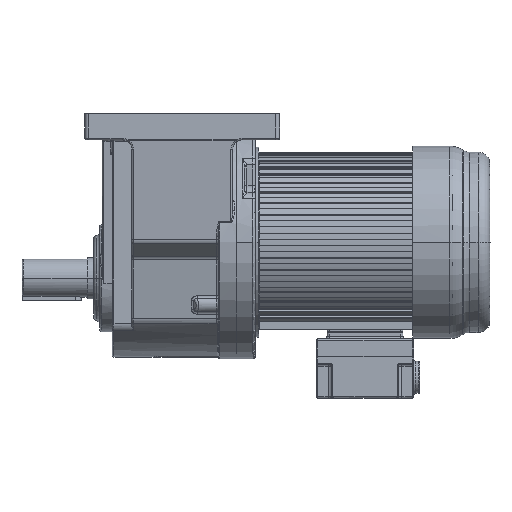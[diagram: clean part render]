
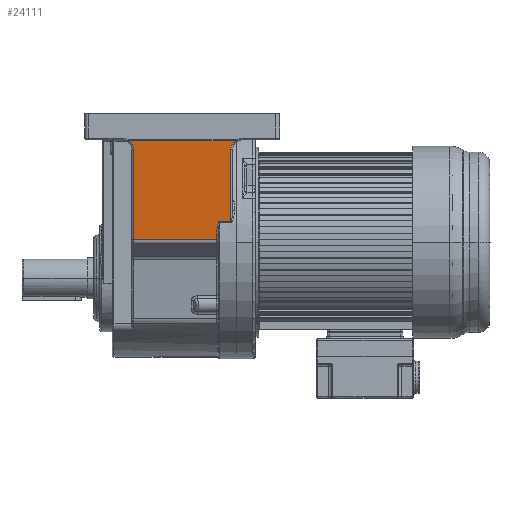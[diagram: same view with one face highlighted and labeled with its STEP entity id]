
A CAD part, front view. The second image highlights one B-rep face of the part: STEP entity #24111.
In plain terms, the highlighted planar face has unit normal (0, -0.996, -0.087).
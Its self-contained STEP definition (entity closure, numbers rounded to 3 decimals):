
#1738=DIRECTION('',(0.,-0.087,0.996));
#1739=VECTOR('',#1738,60.911);
#1740=CARTESIAN_POINT('',(98.5,-96.48,17.489));
#1741=LINE('',#1740,#1739);
#1742=CARTESIAN_POINT('',(98.5,-96.48,17.489));
#1791=DIRECTION('',(1.,0.,0.));
#1792=VECTOR('',#1791,9.5);
#1793=CARTESIAN_POINT('',(89.,-96.48,17.489));
#1794=LINE('',#1793,#1792);
#1804=CARTESIAN_POINT('',(16.5,-101.789,78.169));
#1805=CARTESIAN_POINT('',(16.5,-101.86,78.988));
#1806=CARTESIAN_POINT('',(16.297,-101.998,80.566));
#1807=CARTESIAN_POINT('',(15.398,-102.196,82.829));
#1808=CARTESIAN_POINT('',(13.952,-102.368,84.789));
#1809=CARTESIAN_POINT('',(12.717,-102.456,85.801));
#1810=CARTESIAN_POINT('',(12.02,-102.494,86.235));
#1812=CARTESIAN_POINT('',(102.98,-102.494,86.235));
#1813=CARTESIAN_POINT('',(102.283,-102.456,85.801));
#1814=CARTESIAN_POINT('',(101.049,-102.368,84.789));
#1815=CARTESIAN_POINT('',(99.602,-102.196,82.829));
#1816=CARTESIAN_POINT('',(98.703,-101.998,80.566));
#1817=CARTESIAN_POINT('',(98.5,-101.86,78.988));
#1818=CARTESIAN_POINT('',(98.5,-101.789,78.169));
#1820=DIRECTION('',(0.,-0.087,0.996));
#1821=VECTOR('',#1820,2.921);
#1822=CARTESIAN_POINT('',(86.5,-95.13,2.063));
#1823=LINE('',#1822,#1821);
#1824=CARTESIAN_POINT('',(86.5,-95.385,4.973));
#1825=CARTESIAN_POINT('',(86.5,-95.424,5.416));
#1826=CARTESIAN_POINT('',(86.504,-95.498,6.27));
#1827=CARTESIAN_POINT('',(86.525,-95.601,7.448));
#1828=CARTESIAN_POINT('',(86.559,-95.696,8.532));
#1829=CARTESIAN_POINT('',(86.606,-95.783,9.528));
#1830=CARTESIAN_POINT('',(86.666,-95.863,10.442));
#1831=CARTESIAN_POINT('',(86.736,-95.937,11.28));
#1832=CARTESIAN_POINT('',(86.817,-96.004,12.047));
#1833=CARTESIAN_POINT('',(86.907,-96.065,12.748));
#1834=CARTESIAN_POINT('',(87.006,-96.121,13.387));
#1835=CARTESIAN_POINT('',(87.112,-96.172,13.97));
#1836=CARTESIAN_POINT('',(87.225,-96.218,14.5));
#1837=CARTESIAN_POINT('',(87.344,-96.26,14.98));
#1838=CARTESIAN_POINT('',(87.47,-96.298,15.413));
#1839=CARTESIAN_POINT('',(87.601,-96.332,15.803));
#1840=CARTESIAN_POINT('',(87.737,-96.363,16.151));
#1841=CARTESIAN_POINT('',(87.878,-96.39,16.458));
#1842=CARTESIAN_POINT('',(88.025,-96.413,16.727));
#1843=CARTESIAN_POINT('',(88.179,-96.433,16.959));
#1844=CARTESIAN_POINT('',(88.339,-96.45,17.153));
#1845=CARTESIAN_POINT('',(88.506,-96.464,17.307));
#1846=CARTESIAN_POINT('',(88.675,-96.473,17.415));
#1847=CARTESIAN_POINT('',(88.843,-96.479,17.477));
#1848=CARTESIAN_POINT('',(88.949,-96.48,17.489));
#1849=CARTESIAN_POINT('',(89.,-96.48,17.489));
#4214=DIRECTION('',(-1.,0.,0.));
#4215=VECTOR('',#4214,90.96);
#4216=CARTESIAN_POINT('',(102.98,-102.494,86.235));
#4217=LINE('',#4216,#4215);
#4258=DIRECTION('',(0.,0.087,-0.996));
#4259=VECTOR('',#4258,76.396);
#4260=CARTESIAN_POINT('',(16.5,-101.789,78.169));
#4261=LINE('',#4260,#4259);
#6531=DIRECTION('',(1.,0.,0.));
#6532=VECTOR('',#6531,70.);
#6533=CARTESIAN_POINT('',(16.5,-95.13,2.063));
#6534=LINE('',#6533,#6532);
#17678=CARTESIAN_POINT('',(98.5,-101.789,
78.169));
#17679=VERTEX_POINT('',#17678);
#17680=VERTEX_POINT('',#1812);
#17681=VERTEX_POINT('',#1742);
#17683=CARTESIAN_POINT('',(89.,-96.48,
17.489));
#17684=VERTEX_POINT('',#17683);
#17685=CARTESIAN_POINT('',(86.5,-95.13,2.063));
#17686=CARTESIAN_POINT('',(86.5,-95.385,
4.973));
#17687=VERTEX_POINT('',#17685);
#17688=VERTEX_POINT('',#17686);
#17689=CARTESIAN_POINT('',(16.5,-95.13,
2.063));
#17690=VERTEX_POINT('',#17689);
#17691=CARTESIAN_POINT('',(16.5,-101.789,
78.169));
#17692=VERTEX_POINT('',#17691);
#17693=VERTEX_POINT('',#1810);
#24089=CARTESIAN_POINT('',(88.,-94.95,0.));
#24090=DIRECTION('',(0.,-0.996,-0.087));
#24091=DIRECTION('',(0.,-0.087,0.996));
#24092=AXIS2_PLACEMENT_3D('',#24089,#24090,#24091);
#24093=PLANE('',#24092);
#24095=ORIENTED_EDGE('',*,*,#24094,.F.);
#24097=ORIENTED_EDGE('',*,*,#24096,.F.);
#24099=ORIENTED_EDGE('',*,*,#24098,.F.);
#24101=ORIENTED_EDGE('',*,*,#24100,.T.);
#24103=ORIENTED_EDGE('',*,*,#24102,.F.);
#24104=ORIENTED_EDGE('',*,*,#23906,.T.);
#24105=ORIENTED_EDGE('',*,*,#23920,.F.);
#24106=ORIENTED_EDGE('',*,*,#24080,.F.);
#24108=ORIENTED_EDGE('',*,*,#24107,.F.);
#24109=EDGE_LOOP('',(#24095,#24097,#24099,#24101,#24103,#24104,#24105,#24106,
#24108));
#24110=FACE_OUTER_BOUND('',#24109,.F.);
#1811=B_SPLINE_CURVE_WITH_KNOTS('',3,(#1804,#1805,#1806,#1807,#1808,#1809,
#1810),.UNSPECIFIED.,.F.,.F.,(4,1,1,1,4),(0.,0.25,0.5,0.75,1.),
.UNSPECIFIED.);
#1819=B_SPLINE_CURVE_WITH_KNOTS('',3,(#1812,#1813,#1814,#1815,#1816,#1817,
#1818),.UNSPECIFIED.,.F.,.F.,(4,1,1,1,4),(0.,0.25,0.5,0.75,1.),
.UNSPECIFIED.);
#1850=B_SPLINE_CURVE_WITH_KNOTS('',3,(#1824,#1825,#1826,#1827,#1828,#1829,#1830,
#1831,#1832,#1833,#1834,#1835,#1836,#1837,#1838,#1839,#1840,#1841,#1842,#1843,
#1844,#1845,#1846,#1847,#1848,#1849),.UNSPECIFIED.,.F.,.F.,(4,1,1,1,1,1,1,1,1,1,
1,1,1,1,1,1,1,1,1,1,1,1,1,4),(0.,0.043,0.087,
0.13,0.174,0.217,0.261,
0.304,0.348,0.391,0.435,
0.478,0.522,0.565,0.609,
0.652,0.696,0.739,0.783,
0.826,0.87,0.913,0.957,1.),
.UNSPECIFIED.);
#23906=EDGE_CURVE('',#17680,#17679,#1819,.T.);
#23920=EDGE_CURVE('',#17681,#17679,#1741,.T.);
#24080=EDGE_CURVE('',#17684,#17681,#1794,.T.);
#24094=EDGE_CURVE('',#17687,#17688,#1823,.T.);
#24096=EDGE_CURVE('',#17690,#17687,#6534,.T.);
#24098=EDGE_CURVE('',#17692,#17690,#4261,.T.);
#24100=EDGE_CURVE('',#17692,#17693,#1811,.T.);
#24102=EDGE_CURVE('',#17680,#17693,#4217,.T.);
#24107=EDGE_CURVE('',#17688,#17684,#1850,.T.);
#24111=ADVANCED_FACE('',(#24110),#24093,.T.);
